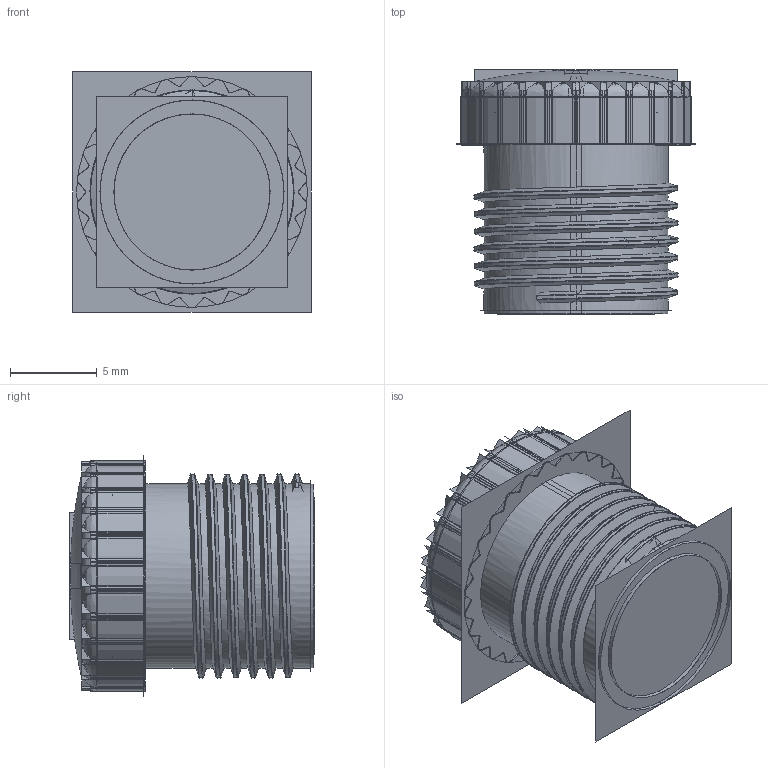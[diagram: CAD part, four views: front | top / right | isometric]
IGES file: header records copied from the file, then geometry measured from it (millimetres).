
Start section:  PTC IGES file: 246880_sm01.igs
Global section: file name: 246880_sm01.igs; native system: Creo Parametric by PTC Inc.; preprocessor: 2022414; author: banengservice; organization: Unknown; date: 20241211.083529; units: millimetre
Bounding box: 13.75 x 14.12 x 13.83 mm (x, y, z)
Volume: 668.3 mm3; surface area: 11582.6 mm2
Topology: 1 solids, 1 shells, 444 faces, 2446 edges, 3142 vertices
Faces by surface type: revolution 268, bspline 176
